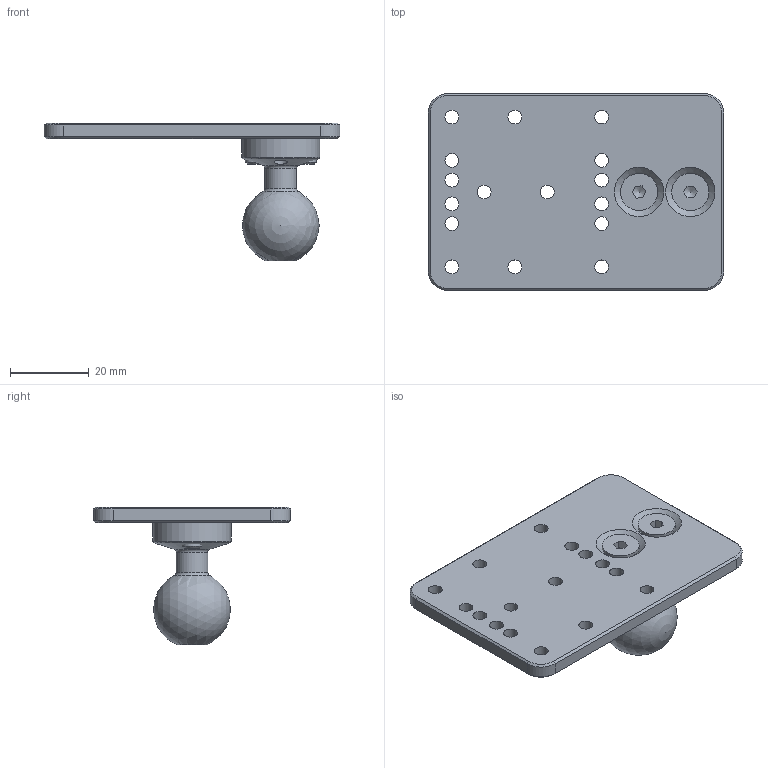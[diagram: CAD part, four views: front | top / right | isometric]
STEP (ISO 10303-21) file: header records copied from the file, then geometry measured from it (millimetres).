
FILE_DESCRIPTION(/* description */ (''),/* implementation_level */ '2;1');
FILE_NAME(/* name */ 'Halter Kugelkopf CS50 - CS60.stp',/* time_stamp */ '2020-02-27T13:54:41+01:00',/* author */ ('S. Sandt'),/* organization */ ('di-soric GmbH & Co. KG'),/* preprocessor_version */ 'ST-DEVELOPER v18',/* originating_system */ 'Autodesk Inventor 2020',/* authorisation */ '');
FILE_SCHEMA (('AUTOMOTIVE_DESIGN { 1 0 10303 214 3 1 1 }'));
Length unit declared in the file: millimetre
Products named in the file (4): CS50 CS60 Platte; 590.0527.120; Kugelkopf 4Bohr; DIN 7991 - M5  x  10
Assembly tree (4 placements, depth 2):
  CS50 CS60 Platte
    590.0527.120
    Kugelkopf 4Bohr
    DIN 7991 - M5  x  10  x2
Bounding box: 75 x 50 x 35 mm (x, y, z)
Volume: 19999.3 mm3; surface area: 11649.7 mm2
Topology: 4 solids, 4 shells, 90 faces, 269 edges, 184 vertices
Faces by surface type: plane 32, cylinder 32, cone 22, torus 3, sphere 1
Full cylindrical faces by diameter (mm): 3.3 x2, 3.5 x16, 4.2 x2, 5 x2, 5.5 x2, 8 x1, 9.43 x2, 19.8 x1
Entity records: 3086 total; most frequent: CARTESIAN_POINT 662, DIRECTION 506, ORIENTED_EDGE 462, EDGE_CURVE 231, AXIS2_PLACEMENT_3D 208, VERTEX_POINT 161, CIRCLE 123, EDGE_LOOP 122
